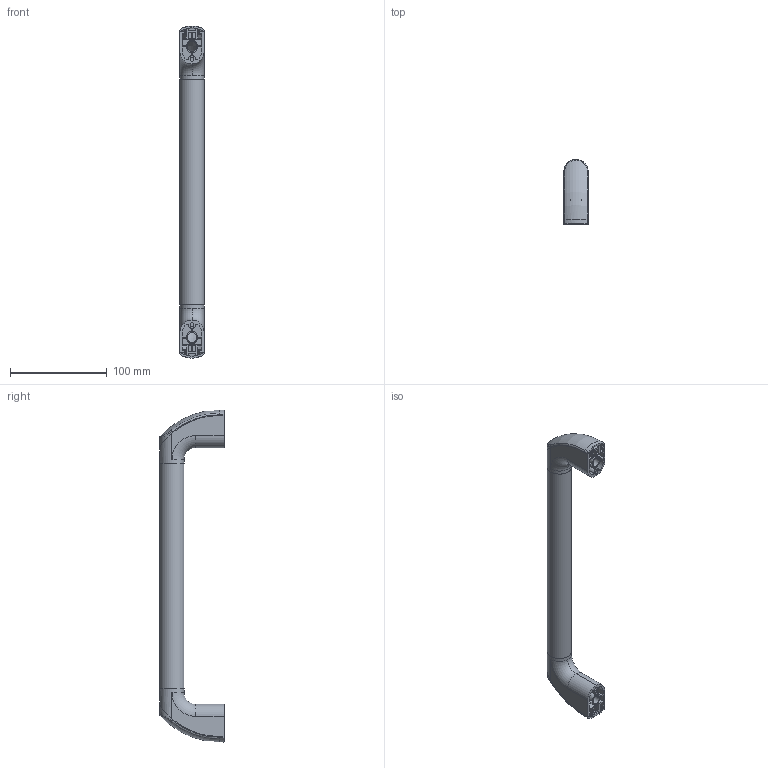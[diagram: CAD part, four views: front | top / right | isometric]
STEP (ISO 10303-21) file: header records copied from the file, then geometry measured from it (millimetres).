
FILE_DESCRIPTION (( 'STEP AP203' ), '1' );
FILE_NAME ('AL-380.0902A.01 Ðó÷êà D25 300 ìì ÷åðíàÿ.STEP', '2023-08-15T07:34:20', ( '' ), ( '' ), 'SwSTEP 2.0', 'SolidWorks 2021', '' );
FILE_SCHEMA (( 'CONFIG_CONTROL_DESIGN' ));
Length unit declared in the file: millimetre
Products named in the file (8): Hex Nut 5927_gost_ƒ ©ª  M8 ƒŽ‘’ 5927-70; AL-380.0900A.01 Ðó÷êà D25 (Äåòàëü1); AL-380.0900A.01 Ðó÷êà D25 (Äåòàëü4)_¤«ï àãçª¨ 300¬¬; AL-380.0900A.01 Ðó÷êà D25 (Äåòàëü3); socket head cap screw_din_DIN 912 M8 x 35 --- 35S; AL-380.0900A.01 Ðó÷êà D25 (Äåòàëü2); AL-380.0902A.01 Ðó÷êà D25 300 ìì ÷åðíàÿ; AL-380.0900A.01 Ðó÷êà D25 (Äåðæàòåëü ðó÷êè)
Assembly tree (8 placements, depth 3):
  AL-380.0902A.01 Ðó÷êà D25 300 ìì ÷åðíàÿ
    AL-380.0900A.01 Ðó÷êà D25 (Äåðæàòåëü ðó÷êè)  x2
      AL-380.0900A.01 Ðó÷êà D25 (Äåòàëü1)
      AL-380.0900A.01 Ðó÷êà D25 (Äåòàëü2)
      AL-380.0900A.01 Ðó÷êà D25 (Äåòàëü3)
      Hex Nut 5927_gost_ƒ ©ª  M8 ƒŽ‘’ 5927-70
      socket head cap screw_din_DIN 912 M8 x 35 --- 35S
    AL-380.0900A.01 Ðó÷êà D25 (Äåòàëü4)_¤«ï àãçª¨ 300¬¬
Bounding box: 25 x 66.42 x 342.51 mm (x, y, z)
Volume: 87226.4 mm3; surface area: 95241.3 mm2
Topology: 11 solids, 11 shells, 886 faces, 2204 edges, 1340 vertices
Faces by surface type: plane 402, cylinder 252, cone 110, bspline 96, torus 26
Full cylindrical faces by diameter (mm): 3 x2, 3.5 x2, 4.1 x2, 6.75 x2, 8 x52, 8.6 x2, 8.7 x2, 13 x2, 21.8 x2, 22 x2, 22.1 x1, 25 x3
Entity records: 16014 total; most frequent: CARTESIAN_POINT 5416, ORIENTED_EDGE 1968, DIRECTION 1948, EDGE_CURVE 984, AXIS2_PLACEMENT_3D 724, VERTEX_POINT 663, EDGE_LOOP 569, VECTOR 500
